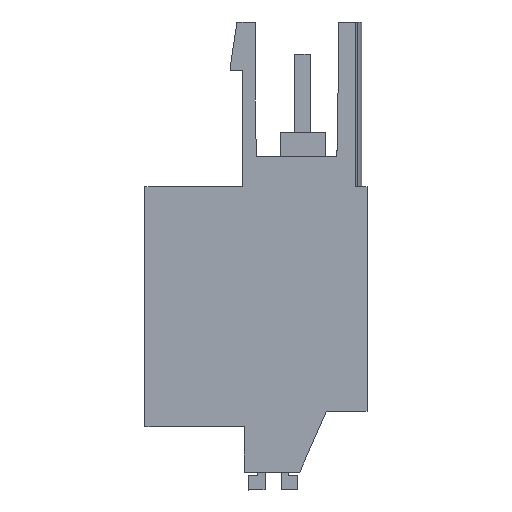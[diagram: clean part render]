
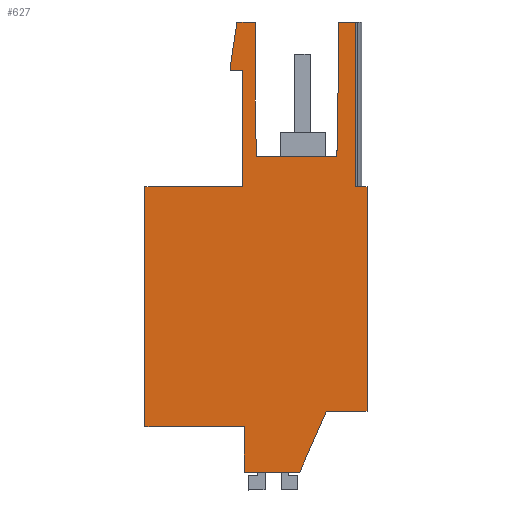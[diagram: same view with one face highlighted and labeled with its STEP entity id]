
A CAD part, left-side view. The second image highlights one B-rep face of the part: STEP entity #627.
In plain terms, the highlighted planar face has unit normal (-1, 0, 0).
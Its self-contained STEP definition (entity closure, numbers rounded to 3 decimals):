
#471=AXIS2_PLACEMENT_3D('Plane Axis2P3D',#468,#469,#470) ;
#42=CARTESIAN_POINT('Vertex',(0.,2.6,5.043)) ;
#45=CARTESIAN_POINT('Line Origine',(0.,3.45,3.093)) ;
#49=CARTESIAN_POINT('Vertex',(0.,4.3,1.143)) ;
#82=CARTESIAN_POINT('Vertex',(0.,0.,5.043)) ;
#85=CARTESIAN_POINT('Line Origine',(0.,1.3,5.043)) ;
#468=CARTESIAN_POINT('Axis2P3D Location',(0.,6.8,19.383)) ;
#473=CARTESIAN_POINT('Line Origine',(0.,7.158,27.858)) ;
#477=CARTESIAN_POINT('Vertex',(0.,7.158,25.783)) ;
#479=CARTESIAN_POINT('Vertex',(0.,7.158,29.933)) ;
#482=CARTESIAN_POINT('Line Origine',(0.,7.738,29.933)) ;
#486=CARTESIAN_POINT('Vertex',(0.,8.318,29.933)) ;
#489=CARTESIAN_POINT('Line Origine',(0.,8.528,28.533)) ;
#493=CARTESIAN_POINT('Vertex',(0.,8.738,27.133)) ;
#496=CARTESIAN_POINT('Line Origine',(0.,8.738,26.973)) ;
#500=CARTESIAN_POINT('Vertex',(0.,8.738,26.813)) ;
#503=CARTESIAN_POINT('Line Origine',(0.,8.353,26.813)) ;
#507=CARTESIAN_POINT('Vertex',(0.,7.968,26.813)) ;
#510=CARTESIAN_POINT('Line Origine',(0.,7.968,23.098)) ;
#514=CARTESIAN_POINT('Vertex',(0.,7.968,19.383)) ;
#517=CARTESIAN_POINT('Line Origine',(0.,11.084,19.383)) ;
#521=CARTESIAN_POINT('Vertex',(0.,14.2,19.383)) ;
#524=CARTESIAN_POINT('Line Origine',(0.,14.2,11.713)) ;
#528=CARTESIAN_POINT('Vertex',(0.,14.2,4.043)) ;
#531=CARTESIAN_POINT('Line Origine',(0.,11.025,4.043)) ;
#535=CARTESIAN_POINT('Vertex',(0.,7.85,4.043)) ;
#538=CARTESIAN_POINT('Line Origine',(0.,7.85,2.593)) ;
#542=CARTESIAN_POINT('Vertex',(0.,7.85,1.143)) ;
#545=CARTESIAN_POINT('Line Origine',(0.,6.075,1.143)) ;
#550=CARTESIAN_POINT('Line Origine',(0.,0.,12.213)) ;
#554=CARTESIAN_POINT('Vertex',(0.,0.,19.383)) ;
#557=CARTESIAN_POINT('Line Origine',(0.,0.361,19.383)) ;
#561=CARTESIAN_POINT('Vertex',(0.,0.723,19.383)) ;
#564=CARTESIAN_POINT('Line Origine',(0.,0.723,24.658)) ;
#568=CARTESIAN_POINT('Vertex',(0.,0.723,29.933)) ;
#571=CARTESIAN_POINT('Line Origine',(0.,1.285,29.933)) ;
#575=CARTESIAN_POINT('Vertex',(0.,1.848,29.933)) ;
#578=CARTESIAN_POINT('Line Origine',(0.,1.848,27.858)) ;
#582=CARTESIAN_POINT('Vertex',(0.,1.848,25.783)) ;
#585=CARTESIAN_POINT('Line Origine',(0.,1.887,23.558)) ;
#589=CARTESIAN_POINT('Vertex',(0.,1.926,21.333)) ;
#592=CARTESIAN_POINT('Line Origine',(0.,4.503,21.333)) ;
#596=CARTESIAN_POINT('Vertex',(0.,7.08,21.333)) ;
#599=CARTESIAN_POINT('Line Origine',(0.,7.119,23.558)) ;
#46=DIRECTION('Vector Direction',(0.,-0.4,0.917)) ;
#86=DIRECTION('Vector Direction',(0.,-1.,0.)) ;
#469=DIRECTION('Axis2P3D Direction',(-1.,0.,0.)) ;
#470=DIRECTION('Axis2P3D XDirection',(0.,1.,0.)) ;
#474=DIRECTION('Vector Direction',(0.,0.,1.)) ;
#483=DIRECTION('Vector Direction',(0.,1.,0.)) ;
#490=DIRECTION('Vector Direction',(0.,0.148,-0.989)) ;
#497=DIRECTION('Vector Direction',(0.,0.,-1.)) ;
#504=DIRECTION('Vector Direction',(0.,1.,0.)) ;
#511=DIRECTION('Vector Direction',(0.,0.,1.)) ;
#518=DIRECTION('Vector Direction',(0.,1.,0.)) ;
#525=DIRECTION('Vector Direction',(0.,0.,-1.)) ;
#532=DIRECTION('Vector Direction',(0.,-1.,0.)) ;
#539=DIRECTION('Vector Direction',(0.,0.,-1.)) ;
#546=DIRECTION('Vector Direction',(0.,-1.,0.)) ;
#551=DIRECTION('Vector Direction',(0.,0.,1.)) ;
#558=DIRECTION('Vector Direction',(0.,1.,0.)) ;
#565=DIRECTION('Vector Direction',(0.,0.,-1.)) ;
#572=DIRECTION('Vector Direction',(0.,1.,0.)) ;
#579=DIRECTION('Vector Direction',(0.,0.,1.)) ;
#586=DIRECTION('Vector Direction',(0.,0.017,-1.)) ;
#593=DIRECTION('Vector Direction',(0.,-1.,0.)) ;
#600=DIRECTION('Vector Direction',(0.,-0.017,-1.)) ;
#47=VECTOR('Line Direction',#46,1.) ;
#87=VECTOR('Line Direction',#86,1.) ;
#475=VECTOR('Line Direction',#474,1.) ;
#484=VECTOR('Line Direction',#483,1.) ;
#491=VECTOR('Line Direction',#490,1.) ;
#498=VECTOR('Line Direction',#497,1.) ;
#505=VECTOR('Line Direction',#504,1.) ;
#512=VECTOR('Line Direction',#511,1.) ;
#519=VECTOR('Line Direction',#518,1.) ;
#526=VECTOR('Line Direction',#525,1.) ;
#533=VECTOR('Line Direction',#532,1.) ;
#540=VECTOR('Line Direction',#539,1.) ;
#547=VECTOR('Line Direction',#546,1.) ;
#552=VECTOR('Line Direction',#551,1.) ;
#559=VECTOR('Line Direction',#558,1.) ;
#566=VECTOR('Line Direction',#565,1.) ;
#573=VECTOR('Line Direction',#572,1.) ;
#580=VECTOR('Line Direction',#579,1.) ;
#587=VECTOR('Line Direction',#586,1.) ;
#594=VECTOR('Line Direction',#593,1.) ;
#601=VECTOR('Line Direction',#600,1.) ;
#605=ORIENTED_EDGE('',*,*,#481,.T.) ;
#606=ORIENTED_EDGE('',*,*,#488,.T.) ;
#607=ORIENTED_EDGE('',*,*,#495,.T.) ;
#608=ORIENTED_EDGE('',*,*,#502,.T.) ;
#609=ORIENTED_EDGE('',*,*,#509,.F.) ;
#610=ORIENTED_EDGE('',*,*,#516,.F.) ;
#611=ORIENTED_EDGE('',*,*,#523,.T.) ;
#612=ORIENTED_EDGE('',*,*,#530,.T.) ;
#613=ORIENTED_EDGE('',*,*,#537,.T.) ;
#614=ORIENTED_EDGE('',*,*,#544,.T.) ;
#615=ORIENTED_EDGE('',*,*,#549,.T.) ;
#616=ORIENTED_EDGE('',*,*,#51,.T.) ;
#617=ORIENTED_EDGE('',*,*,#89,.T.) ;
#618=ORIENTED_EDGE('',*,*,#556,.T.) ;
#619=ORIENTED_EDGE('',*,*,#563,.T.) ;
#620=ORIENTED_EDGE('',*,*,#570,.F.) ;
#621=ORIENTED_EDGE('',*,*,#577,.T.) ;
#622=ORIENTED_EDGE('',*,*,#584,.F.) ;
#623=ORIENTED_EDGE('',*,*,#591,.T.) ;
#624=ORIENTED_EDGE('',*,*,#598,.F.) ;
#625=ORIENTED_EDGE('',*,*,#603,.F.) ;
#627=ADVANCED_FACE('HOUSING',(#626),#472,.T.) ;
#51=EDGE_CURVE('',#50,#43,#48,.T.) ;
#89=EDGE_CURVE('',#43,#83,#88,.T.) ;
#481=EDGE_CURVE('',#478,#480,#476,.T.) ;
#488=EDGE_CURVE('',#480,#487,#485,.T.) ;
#495=EDGE_CURVE('',#487,#494,#492,.T.) ;
#502=EDGE_CURVE('',#494,#501,#499,.T.) ;
#509=EDGE_CURVE('',#508,#501,#506,.T.) ;
#516=EDGE_CURVE('',#515,#508,#513,.T.) ;
#523=EDGE_CURVE('',#515,#522,#520,.T.) ;
#530=EDGE_CURVE('',#522,#529,#527,.T.) ;
#537=EDGE_CURVE('',#529,#536,#534,.T.) ;
#544=EDGE_CURVE('',#536,#543,#541,.T.) ;
#549=EDGE_CURVE('',#543,#50,#548,.T.) ;
#556=EDGE_CURVE('',#83,#555,#553,.T.) ;
#563=EDGE_CURVE('',#555,#562,#560,.T.) ;
#570=EDGE_CURVE('',#569,#562,#567,.T.) ;
#577=EDGE_CURVE('',#569,#576,#574,.T.) ;
#584=EDGE_CURVE('',#583,#576,#581,.T.) ;
#591=EDGE_CURVE('',#583,#590,#588,.T.) ;
#598=EDGE_CURVE('',#597,#590,#595,.T.) ;
#603=EDGE_CURVE('',#478,#597,#602,.T.) ;
#604=EDGE_LOOP('',(#605,#606,#607,#608,#609,#610,#611,#612,#613,#614,#615,#616,#617,#618,#619,#620,#621,#622,#623,#624,#625)) ;
#626=FACE_OUTER_BOUND('',#604,.T.) ;
#48=LINE('Line',#45,#47) ;
#88=LINE('Line',#85,#87) ;
#476=LINE('Line',#473,#475) ;
#485=LINE('Line',#482,#484) ;
#492=LINE('Line',#489,#491) ;
#499=LINE('Line',#496,#498) ;
#506=LINE('Line',#503,#505) ;
#513=LINE('Line',#510,#512) ;
#520=LINE('Line',#517,#519) ;
#527=LINE('Line',#524,#526) ;
#534=LINE('Line',#531,#533) ;
#541=LINE('Line',#538,#540) ;
#548=LINE('Line',#545,#547) ;
#553=LINE('Line',#550,#552) ;
#560=LINE('Line',#557,#559) ;
#567=LINE('Line',#564,#566) ;
#574=LINE('Line',#571,#573) ;
#581=LINE('Line',#578,#580) ;
#588=LINE('Line',#585,#587) ;
#595=LINE('Line',#592,#594) ;
#602=LINE('Line',#599,#601) ;
#472=PLANE('',#471) ;
#43=VERTEX_POINT('',#42) ;
#50=VERTEX_POINT('',#49) ;
#83=VERTEX_POINT('',#82) ;
#478=VERTEX_POINT('',#477) ;
#480=VERTEX_POINT('',#479) ;
#487=VERTEX_POINT('',#486) ;
#494=VERTEX_POINT('',#493) ;
#501=VERTEX_POINT('',#500) ;
#508=VERTEX_POINT('',#507) ;
#515=VERTEX_POINT('',#514) ;
#522=VERTEX_POINT('',#521) ;
#529=VERTEX_POINT('',#528) ;
#536=VERTEX_POINT('',#535) ;
#543=VERTEX_POINT('',#542) ;
#555=VERTEX_POINT('',#554) ;
#562=VERTEX_POINT('',#561) ;
#569=VERTEX_POINT('',#568) ;
#576=VERTEX_POINT('',#575) ;
#583=VERTEX_POINT('',#582) ;
#590=VERTEX_POINT('',#589) ;
#597=VERTEX_POINT('',#596) ;
